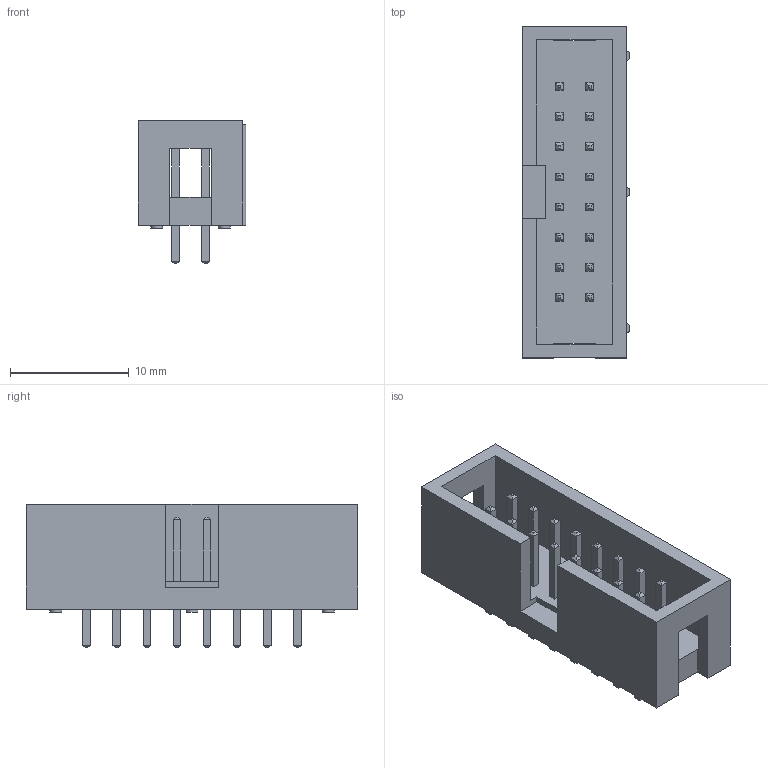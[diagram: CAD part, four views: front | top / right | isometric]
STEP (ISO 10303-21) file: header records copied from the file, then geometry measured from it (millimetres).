
FILE_DESCRIPTION(/* description */ ('model of IDC-Header_2x08_P2.54mm_Vertical'),/* implementation_level */ '2;1');
FILE_NAME(/* name */ 'IDC-Header_2x08_P2.54mm_Vertical.step',/* time_stamp */ '2017-12-08T15:29:40',/* author */ ('kicad StepUp','ksu'),/* organization */ ('OCC'),/* preprocessor_version */ '',/* originating_system */ 'kicad StepUp',/* authorisation */ '');
FILE_SCHEMA(('AUTOMOTIVE_DESIGN { 1 0 10303 214 1 1 1 1 }'));
Length unit declared in the file: millimetre
Products named in the file (1): IDC_Header_2x08_P254mm_Vertical
Bounding box: 9.1 x 27.98 x 12.1 mm (x, y, z)
Volume: 1097.5 mm3; surface area: 1847.5 mm2
Topology: 1 solids, 1 shells, 330 faces, 760 edges, 466 vertices
Faces by surface type: plane 321, cylinder 9
Full cylindrical faces by diameter (mm): 1 x6
Entity records: 6336 total; most frequent: ORIENTED_EDGE 1264, CARTESIAN_POINT 1147, EDGE_CURVE 760, LINE 662, VERTEX_POINT 466, FACE_BOUND 368, EDGE_LOOP 368, ADVANCED_FACE 330
